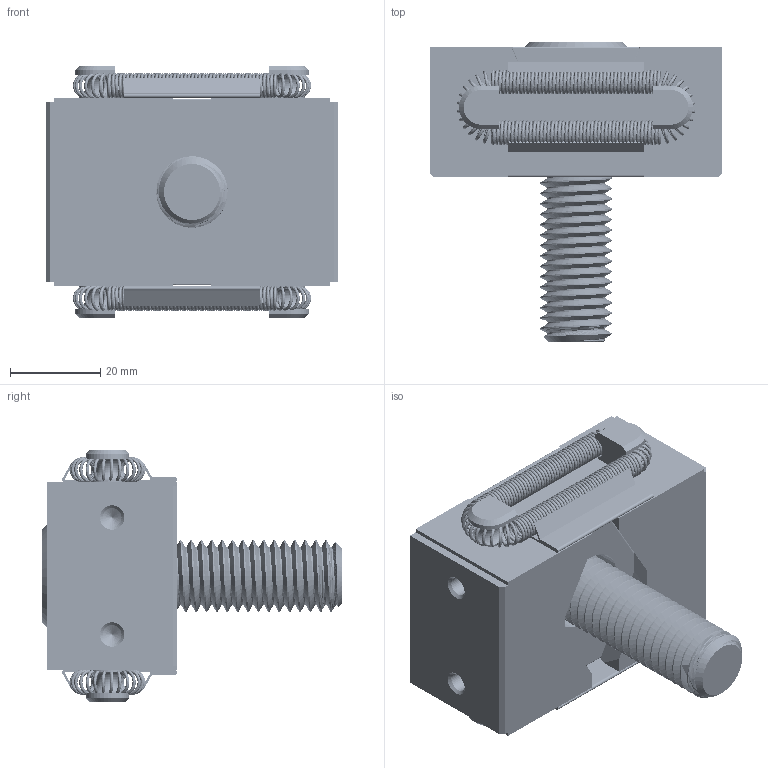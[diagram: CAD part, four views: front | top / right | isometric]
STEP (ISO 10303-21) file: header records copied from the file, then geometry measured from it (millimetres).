
FILE_DESCRIPTION (( 'STEP AP203' ), '1' );
FILE_NAME ('47175.STEP', '2015-10-02T19:35:57', ( 'Mike W' ), ( 'Microsoft' ), 'SwSTEP 2.0', 'SolidWorks 2015', '' );
FILE_SCHEMA (( 'CONFIG_CONTROL_DESIGN' ));
Length unit declared in the file: inch
Products named in the file (8): Q101278_Q101278; 47162_47162; 58112 SHCS_58112 SHCS; F-spring p_S_d_S_dty+suorat; F-spring_p_S_d_S_dty; 47161_47161; 47175; Q101274_Q101274
Assembly tree (10 placements, depth 3):
  47175
    Q101274_Q101274
    Q101278_Q101278  x2
    47162_47162  x2
    58112 SHCS_58112 SHCS
    47161_47161  x2
      F-spring p_S_d_S_dty+suorat
      F-spring_p_S_d_S_dty
Bounding box: 65.02 x 66.67 x 56.2 mm (x, y, z)
Volume: 78990.6 mm3; surface area: 39157.7 mm2
Topology: 8 solids, 12 shells, 2388 faces, 6234 edges, 3831 vertices
Faces by surface type: bspline 1436, plane 713, cylinder 184, cone 43, torus 12
Entity records: 58232 total; most frequent: CARTESIAN_POINT 26616, ORIENTED_EDGE 7288, DIRECTION 5701, EDGE_CURVE 3672, AXIS2_PLACEMENT_3D 2346, VERTEX_POINT 2288, CIRCLE 1658, EDGE_LOOP 1418
